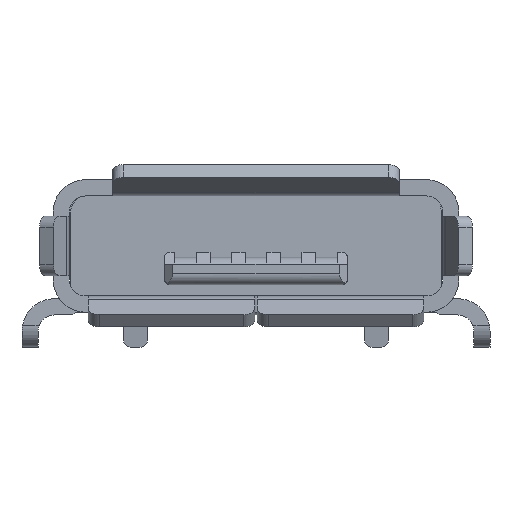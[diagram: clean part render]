
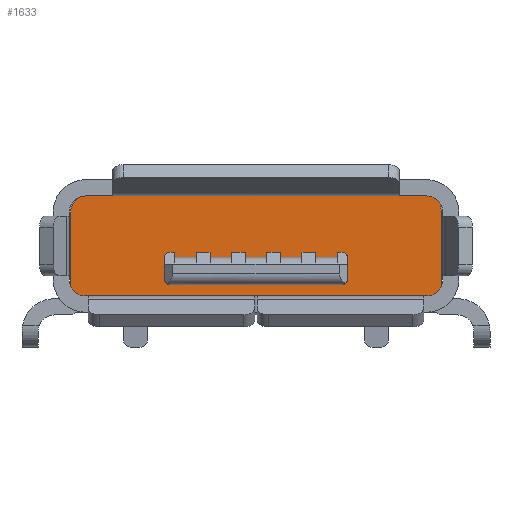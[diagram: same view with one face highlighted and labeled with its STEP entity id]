
A CAD part, front view. The second image highlights one B-rep face of the part: STEP entity #1633.
In plain terms, the highlighted planar face has unit normal (0, -1, 0).
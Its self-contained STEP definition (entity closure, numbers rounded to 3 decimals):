
#1228=CARTESIAN_POINT('',(-3.15,-1.325,2.2));
#1229=VERTEX_POINT('',#1228);
#1236=CARTESIAN_POINT('',(3.15,-1.325,2.2));
#1237=VERTEX_POINT('',#1236);
#1238=CARTESIAN_POINT('',(-3.15,-1.325,2.2));
#1239=DIRECTION('',(1.0,0.,0.));
#1240=VECTOR('',#1239,6.3);
#1241=LINE('',#1238,#1240);
#1242=EDGE_CURVE('',#1229,#1237,#1241,.T.);
#1259=CARTESIAN_POINT('',(-3.316,-1.325,2.15));
#1260=VERTEX_POINT('',#1259);
#1267=CARTESIAN_POINT('',(-3.15,-1.325,1.9));
#1268=DIRECTION('',(0.,1.0,0.));
#1269=DIRECTION('',(-0.289,0.,0.957));
#1270=AXIS2_PLACEMENT_3D('',#1267,#1268,#1269);
#1271=CIRCLE('',#1270,0.3);
#1272=EDGE_CURVE('',#1260,#1229,#1271,.T.);
#1284=CARTESIAN_POINT('',(-3.291,-1.325,2.15));
#1285=VERTEX_POINT('',#1284);
#1292=CARTESIAN_POINT('',(-3.291,-1.325,2.15));
#1293=DIRECTION('',(-1.0,0.0,0.));
#1294=VECTOR('',#1293,0.025);
#1295=LINE('',#1292,#1294);
#1296=EDGE_CURVE('',#1285,#1260,#1295,.T.);
#1308=CARTESIAN_POINT('',(-3.425,-1.325,1.9));
#1309=VERTEX_POINT('',#1308);
#1316=CARTESIAN_POINT('',(-3.125,-1.325,1.9));
#1317=DIRECTION('',(0.,1.0,0.));
#1318=DIRECTION('',(-0.881,0.,0.473));
#1319=AXIS2_PLACEMENT_3D('',#1316,#1317,#1318);
#1320=CIRCLE('',#1319,0.3);
#1321=EDGE_CURVE('',#1309,#1285,#1320,.T.);
#1333=CARTESIAN_POINT('',(-3.425,-1.325,0.3));
#1334=VERTEX_POINT('',#1333);
#1341=CARTESIAN_POINT('',(-3.425,-1.325,0.3));
#1342=DIRECTION('',(0.0,0.0,1.0));
#1343=VECTOR('',#1342,1.6);
#1344=LINE('',#1341,#1343);
#1345=EDGE_CURVE('',#1334,#1309,#1344,.T.);
#1357=CARTESIAN_POINT('',(-3.225,-1.325,0.1));
#1358=VERTEX_POINT('',#1357);
#1365=CARTESIAN_POINT('',(-3.225,-1.325,0.3));
#1366=DIRECTION('',(0.,1.0,0.));
#1367=DIRECTION('',(-0.707,0.,-0.707));
#1368=AXIS2_PLACEMENT_3D('',#1365,#1366,#1367);
#1369=CIRCLE('',#1368,0.2);
#1370=EDGE_CURVE('',#1358,#1334,#1369,.T.);
#1382=CARTESIAN_POINT('',(-2.4,-1.325,0.35));
#1383=VERTEX_POINT('',#1382);
#1390=CARTESIAN_POINT('',(-2.4,-1.325,0.1));
#1391=VERTEX_POINT('',#1390);
#1392=CARTESIAN_POINT('',(-2.4,-1.325,0.35));
#1393=DIRECTION('',(0.0,0.0,-1.0));
#1394=VECTOR('',#1393,0.25);
#1395=LINE('',#1392,#1394);
#1396=EDGE_CURVE('',#1383,#1391,#1395,.T.);
#1413=CARTESIAN_POINT('',(2.4,-1.325,0.35));
#1414=VERTEX_POINT('',#1413);
#1421=CARTESIAN_POINT('',(2.4,-1.325,0.35));
#1422=DIRECTION('',(-1.0,0.0,0.0));
#1423=VECTOR('',#1422,4.8);
#1424=LINE('',#1421,#1423);
#1425=EDGE_CURVE('',#1414,#1383,#1424,.T.);
#1437=CARTESIAN_POINT('',(2.4,-1.325,0.1));
#1438=VERTEX_POINT('',#1437);
#1445=CARTESIAN_POINT('',(2.4,-1.325,0.1));
#1446=DIRECTION('',(0.0,0.0,1.0));
#1447=VECTOR('',#1446,0.25);
#1448=LINE('',#1445,#1447);
#1449=EDGE_CURVE('',#1438,#1414,#1448,.T.);
#1461=CARTESIAN_POINT('',(3.225,-1.325,0.1));
#1462=VERTEX_POINT('',#1461);
#1469=CARTESIAN_POINT('',(3.225,-1.325,0.1));
#1470=DIRECTION('',(-1.0,0.0,0.0));
#1471=VECTOR('',#1470,0.825);
#1472=LINE('',#1469,#1471);
#1473=EDGE_CURVE('',#1462,#1438,#1472,.T.);
#1478=CARTESIAN_POINT('',(-2.4,-1.325,0.1));
#1479=DIRECTION('',(-1.0,0.0,0.0));
#1480=VECTOR('',#1479,0.825);
#1481=LINE('',#1478,#1480);
#1482=EDGE_CURVE('',#1391,#1358,#1481,.T.);
#1500=CARTESIAN_POINT('',(3.425,-1.325,0.3));
#1501=VERTEX_POINT('',#1500);
#1508=CARTESIAN_POINT('',(3.225,-1.325,0.3));
#1509=DIRECTION('',(0.,1.0,0.));
#1510=DIRECTION('',(0.707,0.,-0.707));
#1511=AXIS2_PLACEMENT_3D('',#1508,#1509,#1510);
#1512=CIRCLE('',#1511,0.2);
#1513=EDGE_CURVE('',#1501,#1462,#1512,.T.);
#1525=CARTESIAN_POINT('',(3.425,-1.325,1.9));
#1526=VERTEX_POINT('',#1525);
#1533=CARTESIAN_POINT('',(3.425,-1.325,1.9));
#1534=DIRECTION('',(0.0,0.0,-1.0));
#1535=VECTOR('',#1534,1.6);
#1536=LINE('',#1533,#1535);
#1537=EDGE_CURVE('',#1526,#1501,#1536,.T.);
#1549=CARTESIAN_POINT('',(3.404,-1.325,2.01));
#1550=VERTEX_POINT('',#1549);
#1557=CARTESIAN_POINT('',(3.125,-1.325,1.9));
#1558=DIRECTION('',(0.,1.0,0.));
#1559=DIRECTION('',(0.982,0.,0.187));
#1560=AXIS2_PLACEMENT_3D('',#1557,#1558,#1559);
#1561=CIRCLE('',#1560,0.3);
#1562=EDGE_CURVE('',#1550,#1526,#1561,.T.);
#1574=CARTESIAN_POINT('',(3.429,-1.325,2.01));
#1575=VERTEX_POINT('',#1574);
#1582=CARTESIAN_POINT('',(3.429,-1.325,2.01));
#1583=DIRECTION('',(-1.0,0.0,0.0));
#1584=VECTOR('',#1583,0.025);
#1585=LINE('',#1582,#1584);
#1586=EDGE_CURVE('',#1575,#1550,#1585,.T.);
#1599=CARTESIAN_POINT('',(3.15,-1.325,1.9));
#1600=DIRECTION('',(0.,1.0,0.));
#1601=DIRECTION('',(0.563,0.,0.827));
#1602=AXIS2_PLACEMENT_3D('',#1599,#1600,#1601);
#1603=CIRCLE('',#1602,0.3);
#1604=EDGE_CURVE('',#1237,#1575,#1603,.T.);
#1610=CARTESIAN_POINT('',(-0.009,-1.325,1.195));
#1611=DIRECTION('',(0.0,1.0,0.0));
#1612=DIRECTION('',(0.0,0.0,1.0));
#1613=AXIS2_PLACEMENT_3D('',#1610,#1611,#1612);
#1614=PLANE('',#1613);
#1615=ORIENTED_EDGE('',*,*,#1604,.F.);
#1616=ORIENTED_EDGE('',*,*,#1242,.F.);
#1617=ORIENTED_EDGE('',*,*,#1272,.F.);
#1618=ORIENTED_EDGE('',*,*,#1296,.F.);
#1619=ORIENTED_EDGE('',*,*,#1321,.F.);
#1620=ORIENTED_EDGE('',*,*,#1345,.F.);
#1621=ORIENTED_EDGE('',*,*,#1370,.F.);
#1622=ORIENTED_EDGE('',*,*,#1482,.F.);
#1623=ORIENTED_EDGE('',*,*,#1396,.F.);
#1624=ORIENTED_EDGE('',*,*,#1425,.F.);
#1625=ORIENTED_EDGE('',*,*,#1449,.F.);
#1626=ORIENTED_EDGE('',*,*,#1473,.F.);
#1627=ORIENTED_EDGE('',*,*,#1513,.F.);
#1628=ORIENTED_EDGE('',*,*,#1537,.F.);
#1629=ORIENTED_EDGE('',*,*,#1562,.F.);
#1630=ORIENTED_EDGE('',*,*,#1586,.F.);
#1631=EDGE_LOOP('',(#1615,#1616,#1617,#1618,#1619,#1620,#1621,#1622,#1623,#1624,#1625,#1626,#1627,#1628,#1629,#1630));
#1632=FACE_OUTER_BOUND('',#1631,.T.);
#1633=ADVANCED_FACE('',(#1632),#1614,.F.);
